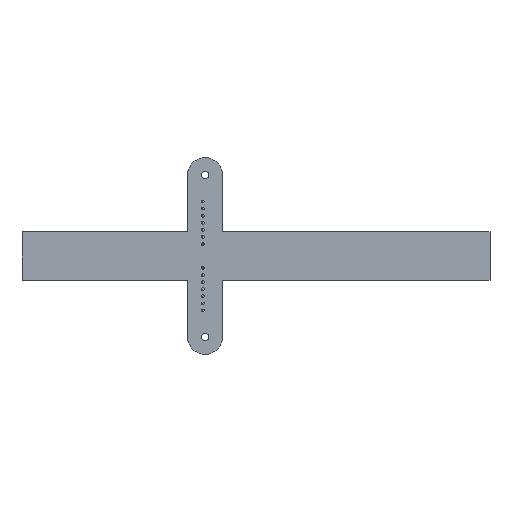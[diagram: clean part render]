
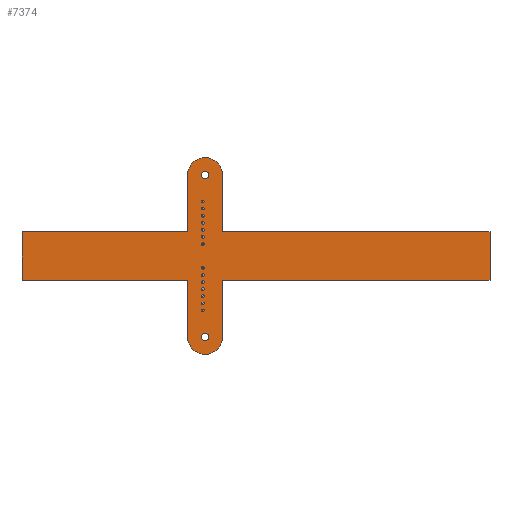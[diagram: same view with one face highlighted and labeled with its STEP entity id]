
A CAD part, top view. The second image highlights one B-rep face of the part: STEP entity #7374.
In plain terms, the highlighted planar face has unit normal (0, 0, 1).
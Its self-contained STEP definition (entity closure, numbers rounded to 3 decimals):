
#7019 = VERTEX_POINT('',#7020);
#7020 = CARTESIAN_POINT('',(-76.821,27.183,1.6));
#7026 = EDGE_CURVE('',#7019,#7027,#7029,.T.);
#7027 = VERTEX_POINT('',#7028);
#7028 = CARTESIAN_POINT('',(-67.048,27.183,1.6));
#7029 = CIRCLE('',#7030,4.887);
#7030 = AXIS2_PLACEMENT_3D('',#7031,#7032,#7033);
#7031 = CARTESIAN_POINT('',(-71.935,27.183,1.6));
#7032 = DIRECTION('',(0.,0.,-1.));
#7033 = DIRECTION('',(-1.,0.,0.));
#7061 = VERTEX_POINT('',#7062);
#7062 = CARTESIAN_POINT('',(-76.821,11.183,1.6));
#7068 = EDGE_CURVE('',#7061,#7019,#7069,.T.);
#7069 = LINE('',#7070,#7071);
#7070 = CARTESIAN_POINT('',(-76.821,11.183,1.6));
#7071 = VECTOR('',#7072,1.);
#7072 = DIRECTION('',(0.,1.,0.));
#7090 = EDGE_CURVE('',#7027,#7091,#7093,.T.);
#7091 = VERTEX_POINT('',#7092);
#7092 = CARTESIAN_POINT('',(-67.048,11.183,1.6));
#7093 = LINE('',#7094,#7095);
#7094 = CARTESIAN_POINT('',(-67.048,27.183,1.6));
#7095 = VECTOR('',#7096,1.);
#7096 = DIRECTION('',(0.,-1.,0.));
#7374 = ADVANCED_FACE('',(#7375,#7451,#7462,#7473,#7484,#7495,#7506,
    #7517,#7528,#7539,#7550,#7561,#7572,#7583,#7594,#7605,#7616),#7627,
  .T.);
#7375 = FACE_BOUND('',#7376,.T.);
#7376 = EDGE_LOOP('',(#7377,#7378,#7379,#7387,#7395,#7403,#7411,#7420,
    #7428,#7436,#7444,#7450));
#7377 = ORIENTED_EDGE('',*,*,#7026,.F.);
#7378 = ORIENTED_EDGE('',*,*,#7068,.F.);
#7379 = ORIENTED_EDGE('',*,*,#7380,.F.);
#7380 = EDGE_CURVE('',#7381,#7061,#7383,.T.);
#7381 = VERTEX_POINT('',#7382);
#7382 = CARTESIAN_POINT('',(-123.591,11.183,1.6));
#7383 = LINE('',#7384,#7385);
#7384 = CARTESIAN_POINT('',(-123.591,11.183,1.6));
#7385 = VECTOR('',#7386,1.);
#7386 = DIRECTION('',(1.,0.,0.));
#7387 = ORIENTED_EDGE('',*,*,#7388,.F.);
#7388 = EDGE_CURVE('',#7389,#7381,#7391,.T.);
#7389 = VERTEX_POINT('',#7390);
#7390 = CARTESIAN_POINT('',(-123.591,-2.54,1.6));
#7391 = LINE('',#7392,#7393);
#7392 = CARTESIAN_POINT('',(-123.591,-2.54,1.6));
#7393 = VECTOR('',#7394,1.);
#7394 = DIRECTION('',(0.,1.,0.));
#7395 = ORIENTED_EDGE('',*,*,#7396,.F.);
#7396 = EDGE_CURVE('',#7397,#7389,#7399,.T.);
#7397 = VERTEX_POINT('',#7398);
#7398 = CARTESIAN_POINT('',(-76.821,-2.54,1.6));
#7399 = LINE('',#7400,#7401);
#7400 = CARTESIAN_POINT('',(-76.821,-2.54,1.6));
#7401 = VECTOR('',#7402,1.);
#7402 = DIRECTION('',(-1.,0.,0.));
#7403 = ORIENTED_EDGE('',*,*,#7404,.F.);
#7404 = EDGE_CURVE('',#7405,#7397,#7407,.T.);
#7405 = VERTEX_POINT('',#7406);
#7406 = CARTESIAN_POINT('',(-76.821,-18.539,1.6));
#7407 = LINE('',#7408,#7409);
#7408 = CARTESIAN_POINT('',(-76.821,-18.539,1.6));
#7409 = VECTOR('',#7410,1.);
#7410 = DIRECTION('',(0.,1.,0.));
#7411 = ORIENTED_EDGE('',*,*,#7412,.F.);
#7412 = EDGE_CURVE('',#7413,#7405,#7415,.T.);
#7413 = VERTEX_POINT('',#7414);
#7414 = CARTESIAN_POINT('',(-67.048,-18.539,1.6));
#7415 = CIRCLE('',#7416,4.887);
#7416 = AXIS2_PLACEMENT_3D('',#7417,#7418,#7419);
#7417 = CARTESIAN_POINT('',(-71.935,-18.539,1.6));
#7418 = DIRECTION('',(-0.,0.,-1.));
#7419 = DIRECTION('',(1.,0.,-0.));
#7420 = ORIENTED_EDGE('',*,*,#7421,.F.);
#7421 = EDGE_CURVE('',#7422,#7413,#7424,.T.);
#7422 = VERTEX_POINT('',#7423);
#7423 = CARTESIAN_POINT('',(-67.048,-2.54,1.6));
#7424 = LINE('',#7425,#7426);
#7425 = CARTESIAN_POINT('',(-67.048,-2.54,1.6));
#7426 = VECTOR('',#7427,1.);
#7427 = DIRECTION('',(0.,-1.,0.));
#7428 = ORIENTED_EDGE('',*,*,#7429,.F.);
#7429 = EDGE_CURVE('',#7430,#7422,#7432,.T.);
#7430 = VERTEX_POINT('',#7431);
#7431 = CARTESIAN_POINT('',(8.5,-2.54,1.6));
#7432 = LINE('',#7433,#7434);
#7433 = CARTESIAN_POINT('',(8.5,-2.54,1.6));
#7434 = VECTOR('',#7435,1.);
#7435 = DIRECTION('',(-1.,0.,0.));
#7436 = ORIENTED_EDGE('',*,*,#7437,.F.);
#7437 = EDGE_CURVE('',#7438,#7430,#7440,.T.);
#7438 = VERTEX_POINT('',#7439);
#7439 = CARTESIAN_POINT('',(8.5,11.183,1.6));
#7440 = LINE('',#7441,#7442);
#7441 = CARTESIAN_POINT('',(8.5,11.183,1.6));
#7442 = VECTOR('',#7443,1.);
#7443 = DIRECTION('',(0.,-1.,0.));
#7444 = ORIENTED_EDGE('',*,*,#7445,.F.);
#7445 = EDGE_CURVE('',#7091,#7438,#7446,.T.);
#7446 = LINE('',#7447,#7448);
#7447 = CARTESIAN_POINT('',(-67.048,11.183,1.6));
#7448 = VECTOR('',#7449,1.);
#7449 = DIRECTION('',(1.,0.,0.));
#7450 = ORIENTED_EDGE('',*,*,#7090,.F.);
#7451 = FACE_BOUND('',#7452,.T.);
#7452 = EDGE_LOOP('',(#7453));
#7453 = ORIENTED_EDGE('',*,*,#7454,.T.);
#7454 = EDGE_CURVE('',#7455,#7455,#7457,.T.);
#7455 = VERTEX_POINT('',#7456);
#7456 = CARTESIAN_POINT('',(-72.57,-11.423,1.6));
#7457 = CIRCLE('',#7458,0.375);
#7458 = AXIS2_PLACEMENT_3D('',#7459,#7460,#7461);
#7459 = CARTESIAN_POINT('',(-72.57,-11.048,1.6));
#7460 = DIRECTION('',(-0.,0.,-1.));
#7461 = DIRECTION('',(-0.,-1.,0.));
#7462 = FACE_BOUND('',#7463,.T.);
#7463 = EDGE_LOOP('',(#7464));
#7464 = ORIENTED_EDGE('',*,*,#7465,.T.);
#7465 = EDGE_CURVE('',#7466,#7466,#7468,.T.);
#7466 = VERTEX_POINT('',#7467);
#7467 = CARTESIAN_POINT('',(-72.57,-9.423,1.6));
#7468 = CIRCLE('',#7469,0.375);
#7469 = AXIS2_PLACEMENT_3D('',#7470,#7471,#7472);
#7470 = CARTESIAN_POINT('',(-72.57,-9.048,1.6));
#7471 = DIRECTION('',(-0.,0.,-1.));
#7472 = DIRECTION('',(-0.,-1.,0.));
#7473 = FACE_BOUND('',#7474,.T.);
#7474 = EDGE_LOOP('',(#7475));
#7475 = ORIENTED_EDGE('',*,*,#7476,.T.);
#7476 = EDGE_CURVE('',#7477,#7477,#7479,.T.);
#7477 = VERTEX_POINT('',#7478);
#7478 = CARTESIAN_POINT('',(-72.57,-7.423,1.6));
#7479 = CIRCLE('',#7480,0.375);
#7480 = AXIS2_PLACEMENT_3D('',#7481,#7482,#7483);
#7481 = CARTESIAN_POINT('',(-72.57,-7.048,1.6));
#7482 = DIRECTION('',(-0.,0.,-1.));
#7483 = DIRECTION('',(-0.,-1.,0.));
#7484 = FACE_BOUND('',#7485,.T.);
#7485 = EDGE_LOOP('',(#7486));
#7486 = ORIENTED_EDGE('',*,*,#7487,.T.);
#7487 = EDGE_CURVE('',#7488,#7488,#7490,.T.);
#7488 = VERTEX_POINT('',#7489);
#7489 = CARTESIAN_POINT('',(-72.57,-5.423,1.6));
#7490 = CIRCLE('',#7491,0.375);
#7491 = AXIS2_PLACEMENT_3D('',#7492,#7493,#7494);
#7492 = CARTESIAN_POINT('',(-72.57,-5.048,1.6));
#7493 = DIRECTION('',(-0.,0.,-1.));
#7494 = DIRECTION('',(-0.,-1.,0.));
#7495 = FACE_BOUND('',#7496,.T.);
#7496 = EDGE_LOOP('',(#7497));
#7497 = ORIENTED_EDGE('',*,*,#7498,.T.);
#7498 = EDGE_CURVE('',#7499,#7499,#7501,.T.);
#7499 = VERTEX_POINT('',#7500);
#7500 = CARTESIAN_POINT('',(-72.57,-3.423,1.6));
#7501 = CIRCLE('',#7502,0.375);
#7502 = AXIS2_PLACEMENT_3D('',#7503,#7504,#7505);
#7503 = CARTESIAN_POINT('',(-72.57,-3.048,1.6));
#7504 = DIRECTION('',(-0.,0.,-1.));
#7505 = DIRECTION('',(-0.,-1.,0.));
#7506 = FACE_BOUND('',#7507,.T.);
#7507 = EDGE_LOOP('',(#7508));
#7508 = ORIENTED_EDGE('',*,*,#7509,.T.);
#7509 = EDGE_CURVE('',#7510,#7510,#7512,.T.);
#7510 = VERTEX_POINT('',#7511);
#7511 = CARTESIAN_POINT('',(-72.57,-1.423,1.6));
#7512 = CIRCLE('',#7513,0.375);
#7513 = AXIS2_PLACEMENT_3D('',#7514,#7515,#7516);
#7514 = CARTESIAN_POINT('',(-72.57,-1.048,1.6));
#7515 = DIRECTION('',(-0.,0.,-1.));
#7516 = DIRECTION('',(-0.,-1.,0.));
#7517 = FACE_BOUND('',#7518,.T.);
#7518 = EDGE_LOOP('',(#7519));
#7519 = ORIENTED_EDGE('',*,*,#7520,.T.);
#7520 = EDGE_CURVE('',#7521,#7521,#7523,.T.);
#7521 = VERTEX_POINT('',#7522);
#7522 = CARTESIAN_POINT('',(-72.57,0.578,1.6));
#7523 = CIRCLE('',#7524,0.375);
#7524 = AXIS2_PLACEMENT_3D('',#7525,#7526,#7527);
#7525 = CARTESIAN_POINT('',(-72.57,0.953,1.6));
#7526 = DIRECTION('',(-0.,0.,-1.));
#7527 = DIRECTION('',(-0.,-1.,0.));
#7528 = FACE_BOUND('',#7529,.T.);
#7529 = EDGE_LOOP('',(#7530));
#7530 = ORIENTED_EDGE('',*,*,#7531,.F.);
#7531 = EDGE_CURVE('',#7532,#7532,#7534,.T.);
#7532 = VERTEX_POINT('',#7533);
#7533 = CARTESIAN_POINT('',(-70.835,-18.539,1.6));
#7534 = CIRCLE('',#7535,1.1);
#7535 = AXIS2_PLACEMENT_3D('',#7536,#7537,#7538);
#7536 = CARTESIAN_POINT('',(-71.935,-18.539,1.6));
#7537 = DIRECTION('',(0.,0.,1.));
#7538 = DIRECTION('',(1.,0.,-0.));
#7539 = FACE_BOUND('',#7540,.T.);
#7540 = EDGE_LOOP('',(#7541));
#7541 = ORIENTED_EDGE('',*,*,#7542,.T.);
#7542 = EDGE_CURVE('',#7543,#7543,#7545,.T.);
#7543 = VERTEX_POINT('',#7544);
#7544 = CARTESIAN_POINT('',(-72.57,7.316,1.6));
#7545 = CIRCLE('',#7546,0.375);
#7546 = AXIS2_PLACEMENT_3D('',#7547,#7548,#7549);
#7547 = CARTESIAN_POINT('',(-72.57,7.691,1.6));
#7548 = DIRECTION('',(-0.,0.,-1.));
#7549 = DIRECTION('',(-0.,-1.,0.));
#7550 = FACE_BOUND('',#7551,.T.);
#7551 = EDGE_LOOP('',(#7552));
#7552 = ORIENTED_EDGE('',*,*,#7553,.T.);
#7553 = EDGE_CURVE('',#7554,#7554,#7556,.T.);
#7554 = VERTEX_POINT('',#7555);
#7555 = CARTESIAN_POINT('',(-72.57,9.316,1.6));
#7556 = CIRCLE('',#7557,0.375);
#7557 = AXIS2_PLACEMENT_3D('',#7558,#7559,#7560);
#7558 = CARTESIAN_POINT('',(-72.57,9.691,1.6));
#7559 = DIRECTION('',(-0.,0.,-1.));
#7560 = DIRECTION('',(-0.,-1.,0.));
#7561 = FACE_BOUND('',#7562,.T.);
#7562 = EDGE_LOOP('',(#7563));
#7563 = ORIENTED_EDGE('',*,*,#7564,.T.);
#7564 = EDGE_CURVE('',#7565,#7565,#7567,.T.);
#7565 = VERTEX_POINT('',#7566);
#7566 = CARTESIAN_POINT('',(-72.57,11.316,1.6));
#7567 = CIRCLE('',#7568,0.375);
#7568 = AXIS2_PLACEMENT_3D('',#7569,#7570,#7571);
#7569 = CARTESIAN_POINT('',(-72.57,11.691,1.6));
#7570 = DIRECTION('',(-0.,0.,-1.));
#7571 = DIRECTION('',(-0.,-1.,0.));
#7572 = FACE_BOUND('',#7573,.T.);
#7573 = EDGE_LOOP('',(#7574));
#7574 = ORIENTED_EDGE('',*,*,#7575,.T.);
#7575 = EDGE_CURVE('',#7576,#7576,#7578,.T.);
#7576 = VERTEX_POINT('',#7577);
#7577 = CARTESIAN_POINT('',(-72.57,13.316,1.6));
#7578 = CIRCLE('',#7579,0.375);
#7579 = AXIS2_PLACEMENT_3D('',#7580,#7581,#7582);
#7580 = CARTESIAN_POINT('',(-72.57,13.691,1.6));
#7581 = DIRECTION('',(-0.,0.,-1.));
#7582 = DIRECTION('',(-0.,-1.,0.));
#7583 = FACE_BOUND('',#7584,.T.);
#7584 = EDGE_LOOP('',(#7585));
#7585 = ORIENTED_EDGE('',*,*,#7586,.T.);
#7586 = EDGE_CURVE('',#7587,#7587,#7589,.T.);
#7587 = VERTEX_POINT('',#7588);
#7588 = CARTESIAN_POINT('',(-72.57,15.316,1.6));
#7589 = CIRCLE('',#7590,0.375);
#7590 = AXIS2_PLACEMENT_3D('',#7591,#7592,#7593);
#7591 = CARTESIAN_POINT('',(-72.57,15.691,1.6));
#7592 = DIRECTION('',(-0.,0.,-1.));
#7593 = DIRECTION('',(-0.,-1.,0.));
#7594 = FACE_BOUND('',#7595,.T.);
#7595 = EDGE_LOOP('',(#7596));
#7596 = ORIENTED_EDGE('',*,*,#7597,.T.);
#7597 = EDGE_CURVE('',#7598,#7598,#7600,.T.);
#7598 = VERTEX_POINT('',#7599);
#7599 = CARTESIAN_POINT('',(-72.57,17.316,1.6));
#7600 = CIRCLE('',#7601,0.375);
#7601 = AXIS2_PLACEMENT_3D('',#7602,#7603,#7604);
#7602 = CARTESIAN_POINT('',(-72.57,17.691,1.6));
#7603 = DIRECTION('',(-0.,0.,-1.));
#7604 = DIRECTION('',(-0.,-1.,0.));
#7605 = FACE_BOUND('',#7606,.T.);
#7606 = EDGE_LOOP('',(#7607));
#7607 = ORIENTED_EDGE('',*,*,#7608,.T.);
#7608 = EDGE_CURVE('',#7609,#7609,#7611,.T.);
#7609 = VERTEX_POINT('',#7610);
#7610 = CARTESIAN_POINT('',(-72.57,19.316,1.6));
#7611 = CIRCLE('',#7612,0.375);
#7612 = AXIS2_PLACEMENT_3D('',#7613,#7614,#7615);
#7613 = CARTESIAN_POINT('',(-72.57,19.691,1.6));
#7614 = DIRECTION('',(-0.,0.,-1.));
#7615 = DIRECTION('',(-0.,-1.,0.));
#7616 = FACE_BOUND('',#7617,.T.);
#7617 = EDGE_LOOP('',(#7618));
#7618 = ORIENTED_EDGE('',*,*,#7619,.F.);
#7619 = EDGE_CURVE('',#7620,#7620,#7622,.T.);
#7620 = VERTEX_POINT('',#7621);
#7621 = CARTESIAN_POINT('',(-70.835,27.183,1.6));
#7622 = CIRCLE('',#7623,1.1);
#7623 = AXIS2_PLACEMENT_3D('',#7624,#7625,#7626);
#7624 = CARTESIAN_POINT('',(-71.935,27.183,1.6));
#7625 = DIRECTION('',(0.,0.,1.));
#7626 = DIRECTION('',(1.,0.,-0.));
#7627 = PLANE('',#7628);
#7628 = AXIS2_PLACEMENT_3D('',#7629,#7630,#7631);
#7629 = CARTESIAN_POINT('',(0.,0.,1.6));
#7630 = DIRECTION('',(0.,0.,1.));
#7631 = DIRECTION('',(1.,0.,-0.));
